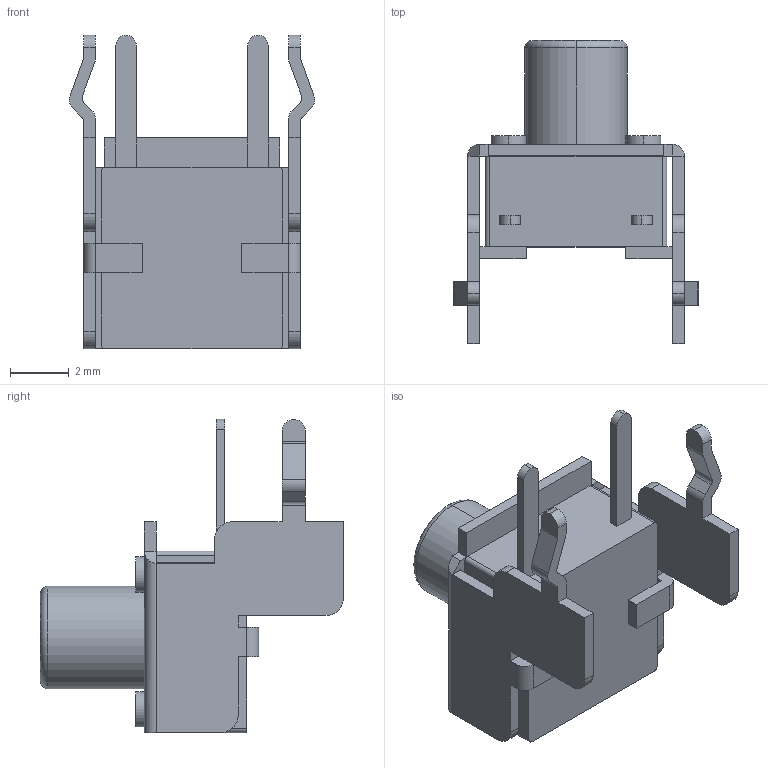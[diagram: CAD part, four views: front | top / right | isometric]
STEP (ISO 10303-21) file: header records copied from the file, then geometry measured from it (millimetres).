
FILE_DESCRIPTION (( 'STEP AP214' ), '1' );
FILE_NAME ('1301.9503_3.STEP', '2020-05-22T06:34:02', ( '' ), ( '' ), 'SwSTEP 2.0', 'SolidWorks 2017', '' );
FILE_SCHEMA (( 'AUTOMOTIVE_DESIGN' ));
Length unit declared in the file: millimetre
Products named in the file (1): 1301.9503_3
Bounding box: 8.37 x 10.35 x 10.7 mm (x, y, z)
Volume: 203.7 mm3; surface area: 399.5 mm2
Topology: 1 solids, 1 shells, 125 faces, 346 edges, 226 vertices
Faces by surface type: plane 79, cylinder 44, torus 2
Entity records: 4026 total; most frequent: CARTESIAN_POINT 704, ORIENTED_EDGE 692, DIRECTION 692, EDGE_CURVE 346, LINE 248, VECTOR 248, VERTEX_POINT 226, AXIS2_PLACEMENT_3D 222
